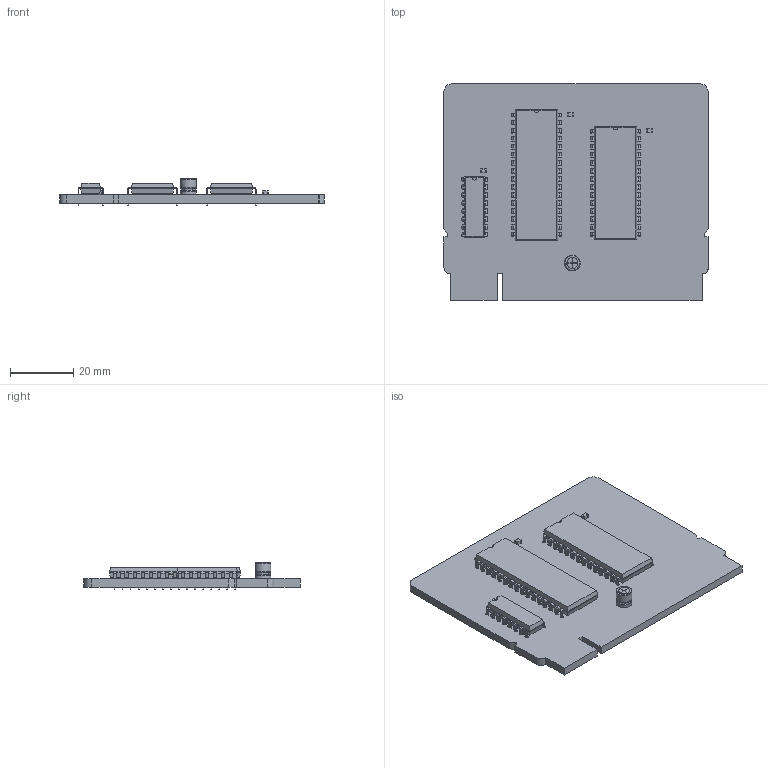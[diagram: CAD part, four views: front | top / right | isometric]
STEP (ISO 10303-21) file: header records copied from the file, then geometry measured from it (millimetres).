
FILE_DESCRIPTION(('KiCad electronic assembly'),'2;1');
FILE_NAME('RAM.step','2024-07-24T23:59:14',('Pcbnew'),('Kicad'), 'Open CASCADE STEP processor 7.6','KiCad to STEP converter','Unknown' );
FILE_SCHEMA(('AUTOMOTIVE_DESIGN { 1 0 10303 214 1 1 1 1 }'));
Length unit declared in the file: millimetre
Products named in the file (12): RAM 1; C_0805_2012Metric; DIP-32_W15.24mm; DIP-28_W15.24mm; DIP-16_W7.62mm; CP_Radial_D5.0mm_P2.50mm; CP_Radial_D50mm_P250mm; RAM_PCB
Assembly tree (13 placements, depth 3):
  RAM 1
    C_0805_2012Metric  x3
      C_0805_2012Metric
    DIP-32_W15.24mm
      DIP-32_W15.24mm
    DIP-28_W15.24mm
      DIP-28_W15.24mm
    DIP-16_W7.62mm
      DIP-16_W7.62mm
    CP_Radial_D5.0mm_P2.50mm
      CP_Radial_D50mm_P250mm
    RAM_PCB
Bounding box: 83.31 x 68.2 x 8.3 mm (x, y, z)
Volume: 18429.6 mm3; surface area: 16765.3 mm2
Topology: 8 solids, 9 shells, 1565 faces, 4270 edges, 2731 vertices
Faces by surface type: plane 1152, cylinder 288, bspline 118, revolution 5, torus 2
Full cylindrical faces by diameter (mm): 0.5 x2, 0.8 x78
Entity records: 58660 total; most frequent: CARTESIAN_POINT 10263, ORIENTED_EDGE 8252, DIRECTION 7408, EDGE_CURVE 4126, LINE 3493, VECTOR 3493, VERTEX_POINT 2635, AXIS2_PLACEMENT_3D 1955
